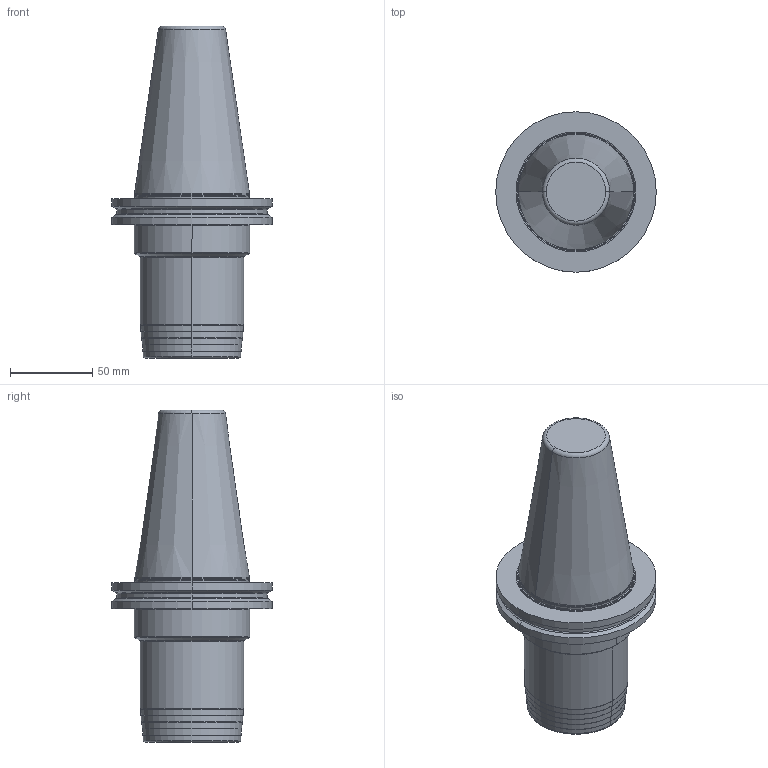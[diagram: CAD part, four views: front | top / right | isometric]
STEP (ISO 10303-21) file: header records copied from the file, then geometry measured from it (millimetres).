
FILE_DESCRIPTION((''),'2;1');
FILE_NAME('30526413','2017-05-03T',('bahnemannr'),(''),'PRO/ENGINEER BY PARAMETRIC TECHNOLOGY CORPORATION, 2011220','PRO/ENGINEER BY PARAMETRIC TECHNOLOGY CORPORATION, 2011220','');
FILE_SCHEMA(('AUTOMOTIVE_DESIGN_CC2 { 1 2 10303 214 -1 1 5 2 }'));
Length unit declared in the file: millimetre
Products named in the file (1): 30526413
Bounding box: 97.5 x 97.5 x 201.75 mm (x, y, z)
Volume: 586087 mm3; surface area: 58333 mm2
Topology: 1 solids, 1 shells, 83 faces, 168 edges, 102 vertices
Faces by surface type: torus 32, cone 22, cylinder 16, plane 13
Entity records: 2758 total; most frequent: DIRECTION 466, CARTESIAN_POINT 348, ORIENTED_EDGE 328, AXIS2_PLACEMENT_3D 212, PRESENTATION_STYLE_ASSIGNMENT 172, STYLED_ITEM 172, CURVE_STYLE 171, EDGE_CURVE 164
